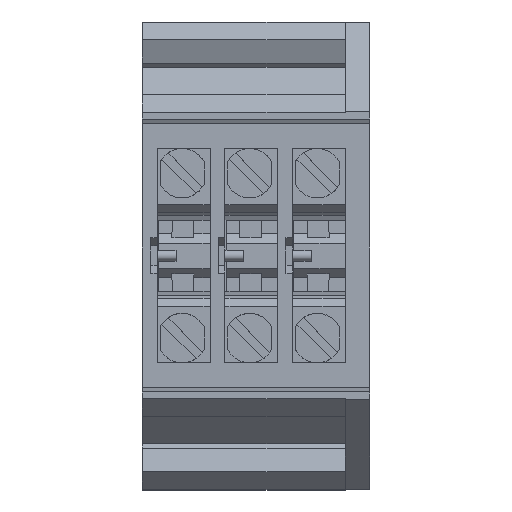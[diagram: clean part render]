
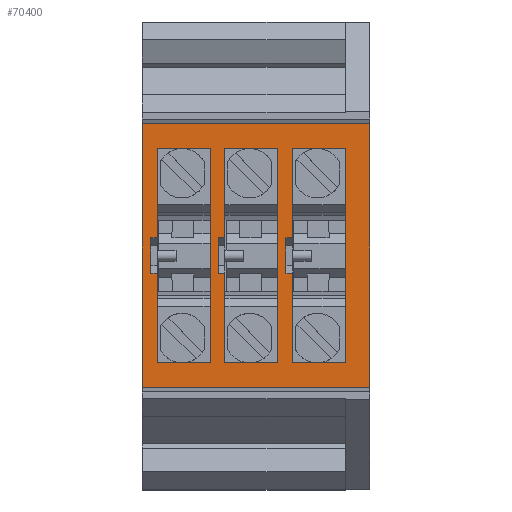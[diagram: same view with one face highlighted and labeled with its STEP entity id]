
A CAD part, top view. The second image highlights one B-rep face of the part: STEP entity #70400.
In plain terms, the highlighted face is planar.
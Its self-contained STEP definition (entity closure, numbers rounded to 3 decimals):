
#280=CARTESIAN_POINT('',(36.892,50.372,-4.69));
#290=VERTEX_POINT('',#280);
#320=CARTESIAN_POINT('',(36.892,62.372,-4.69));
#330=DIRECTION('',(0.,-1.,0.));
#340=VECTOR('',#330,1.);
#350=LINE('',#320,#340);
#360=CARTESIAN_POINT('',(36.892,74.372,-4.69));
#370=VERTEX_POINT('',#360);
#380=EDGE_CURVE('',#370,#290,#350,.T.);
#6380=CARTESIAN_POINT('',(36.892,74.372,-25.34));
#6390=VERTEX_POINT('',#6380);
#6420=CARTESIAN_POINT('',(36.892,44.789,-25.34));
#6430=DIRECTION('',(0.,-1.,0.));
#6440=VECTOR('',#6430,1.);
#6450=LINE('',#6420,#6440);
#6460=CARTESIAN_POINT('',(36.892,50.372,-25.34));
#6470=VERTEX_POINT('',#6460);
#6480=EDGE_CURVE('',#6390,#6470,#6450,.T.);
#68270=CARTESIAN_POINT('',(36.892,74.372,-4.69));
#68280=DIRECTION('',(0.,0.,-1.));
#68290=VECTOR('',#68280,1.);
#68300=LINE('',#68270,#68290);
#68310=EDGE_CURVE('',#370,#6390,#68300,.T.);
#68380=CARTESIAN_POINT('',(36.892,50.372,-4.69));
#68390=DIRECTION('',(1.,0.,0.));
#68400=DIRECTION('',(0.,-1.,0.));
#68410=AXIS2_PLACEMENT_3D('',#68380,#68390,#68400);
#68420=PLANE('',#68410);
#68430=ORIENTED_EDGE('',*,*,#380,.F.);
#68440=CARTESIAN_POINT('',(36.892,50.372,-4.69));
#68450=DIRECTION('',(0.,0.,-1.));
#68460=VECTOR('',#68450,1.);
#68470=LINE('',#68440,#68460);
#68480=EDGE_CURVE('',#290,#6470,#68470,.T.);
#68490=ORIENTED_EDGE('',*,*,#68480,.F.);
#68500=ORIENTED_EDGE('',*,*,#6480,.T.);
#68510=ORIENTED_EDGE('',*,*,#68310,.T.);
#68520=EDGE_LOOP('',(#68510,#68500,#68490,#68430));
#68530=FACE_OUTER_BOUND('',#68520,.T.);
#68540=CARTESIAN_POINT('',(36.892,62.372,-6.89));
#68550=DIRECTION('',(0.,-1.,0.));
#68560=VECTOR('',#68550,1.);
#68570=LINE('',#68540,#68560);
#68580=CARTESIAN_POINT('',(36.892,72.122,-6.89));
#68590=VERTEX_POINT('',#68580);
#68600=CARTESIAN_POINT('',(36.892,52.622,-6.89));
#68610=VERTEX_POINT('',#68600);
#68620=EDGE_CURVE('',#68590,#68610,#68570,.T.);
#68630=ORIENTED_EDGE('',*,*,#68620,.T.);
#68640=CARTESIAN_POINT('',(36.892,72.122,12.3));
#68650=DIRECTION('',(0.,0.,1.));
#68660=VECTOR('',#68650,1.);
#68670=LINE('',#68640,#68660);
#68680=CARTESIAN_POINT('',(36.892,72.122,-11.69));
#68690=VERTEX_POINT('',#68680);
#68700=EDGE_CURVE('',#68690,#68590,#68670,.T.);
#68710=ORIENTED_EDGE('',*,*,#68700,.T.);
#68720=CARTESIAN_POINT('',(36.892,0.,-11.69));
#68730=DIRECTION('',(0.,-1.,0.));
#68740=VECTOR('',#68730,1.);
#68750=LINE('',#68720,#68740);
#68760=CARTESIAN_POINT('',(36.892,63.972,-11.69));
#68770=VERTEX_POINT('',#68760);
#68780=EDGE_CURVE('',#68690,#68770,#68750,.T.);
#68790=ORIENTED_EDGE('',*,*,#68780,.F.);
#68800=CARTESIAN_POINT('',(36.892,63.972,12.3));
#68810=DIRECTION('',(0.,0.,1.));
#68820=VECTOR('',#68810,1.);
#68830=LINE('',#68800,#68820);
#68840=CARTESIAN_POINT('',(36.892,63.972,-12.29));
#68850=VERTEX_POINT('',#68840);
#68860=EDGE_CURVE('',#68850,#68770,#68830,.T.);
#68870=ORIENTED_EDGE('',*,*,#68860,.T.);
#68880=CARTESIAN_POINT('',(36.892,0.,-12.29));
#68890=DIRECTION('',(0.,-1.,0.));
#68900=VECTOR('',#68890,1.);
#68910=LINE('',#68880,#68900);
#68920=CARTESIAN_POINT('',(36.892,60.772,-12.29));
#68930=VERTEX_POINT('',#68920);
#68940=EDGE_CURVE('',#68850,#68930,#68910,.T.);
#68950=ORIENTED_EDGE('',*,*,#68940,.F.);
#68960=CARTESIAN_POINT('',(36.892,60.772,12.3));
#68970=DIRECTION('',(0.,0.,-1.));
#68980=VECTOR('',#68970,1.);
#68990=LINE('',#68960,#68980);
#69000=CARTESIAN_POINT('',(36.892,60.772,-11.69));
#69010=VERTEX_POINT('',#69000);
#69020=EDGE_CURVE('',#69010,#68930,#68990,.T.);
#69030=ORIENTED_EDGE('',*,*,#69020,.T.);
#69040=CARTESIAN_POINT('',(36.892,52.622,-11.69));
#69050=VERTEX_POINT('',#69040);
#69060=EDGE_CURVE('',#69010,#69050,#68750,.T.);
#69070=ORIENTED_EDGE('',*,*,#69060,.F.);
#69080=CARTESIAN_POINT('',(36.892,52.622,12.3));
#69090=DIRECTION('',(0.,0.,-1.));
#69100=VECTOR('',#69090,1.);
#69110=LINE('',#69080,#69100);
#69120=EDGE_CURVE('',#68610,#69050,#69110,.T.);
#69130=ORIENTED_EDGE('',*,*,#69120,.T.);
#69140=EDGE_LOOP('',(#69130,#69070,#69030,#68950,#68870,#68790,#68710,
#68630));
#69150=FACE_BOUND('',#69140,.T.);
#69160=CARTESIAN_POINT('',(36.892,72.122,0.));
#69170=DIRECTION('',(0.,0.,1.));
#69180=VECTOR('',#69170,1.);
#69190=LINE('',#69160,#69180);
#69200=CARTESIAN_POINT('',(36.892,72.122,-23.99));
#69210=VERTEX_POINT('',#69200);
#69220=CARTESIAN_POINT('',(36.892,72.122,-19.19));
#69230=VERTEX_POINT('',#69220);
#69240=EDGE_CURVE('',#69210,#69230,#69190,.T.);
#69250=ORIENTED_EDGE('',*,*,#69240,.T.);
#69260=CARTESIAN_POINT('',(36.892,0.,-23.99));
#69270=DIRECTION('',(0.,-1.,0.));
#69280=VECTOR('',#69270,1.);
#69290=LINE('',#69260,#69280);
#69300=CARTESIAN_POINT('',(36.892,63.972,-23.99));
#69310=VERTEX_POINT('',#69300);
#69320=EDGE_CURVE('',#69210,#69310,#69290,.T.);
#69330=ORIENTED_EDGE('',*,*,#69320,.F.);
#69340=CARTESIAN_POINT('',(36.892,63.972,0.));
#69350=DIRECTION('',(0.,0.,1.));
#69360=VECTOR('',#69350,1.);
#69370=LINE('',#69340,#69360);
#69380=CARTESIAN_POINT('',(36.892,63.972,-24.59));
#69390=VERTEX_POINT('',#69380);
#69400=EDGE_CURVE('',#69390,#69310,#69370,.T.);
#69410=ORIENTED_EDGE('',*,*,#69400,.T.);
#69420=CARTESIAN_POINT('',(36.892,0.,-24.59));
#69430=DIRECTION('',(0.,-1.,0.));
#69440=VECTOR('',#69430,1.);
#69450=LINE('',#69420,#69440);
#69460=CARTESIAN_POINT('',(36.892,60.772,-24.59));
#69470=VERTEX_POINT('',#69460);
#69480=EDGE_CURVE('',#69390,#69470,#69450,.T.);
#69490=ORIENTED_EDGE('',*,*,#69480,.F.);
#69500=CARTESIAN_POINT('',(36.892,60.772,0.));
#69510=DIRECTION('',(0.,0.,-1.));
#69520=VECTOR('',#69510,1.);
#69530=LINE('',#69500,#69520);
#69540=CARTESIAN_POINT('',(36.892,60.772,-23.99));
#69550=VERTEX_POINT('',#69540);
#69560=EDGE_CURVE('',#69550,#69470,#69530,.T.);
#69570=ORIENTED_EDGE('',*,*,#69560,.T.);
#69580=CARTESIAN_POINT('',(36.892,52.622,-23.99));
#69590=VERTEX_POINT('',#69580);
#69600=EDGE_CURVE('',#69550,#69590,#69290,.T.);
#69610=ORIENTED_EDGE('',*,*,#69600,.F.);
#69620=CARTESIAN_POINT('',(36.892,52.622,0.));
#69630=DIRECTION('',(0.,0.,-1.));
#69640=VECTOR('',#69630,1.);
#69650=LINE('',#69620,#69640);
#69660=CARTESIAN_POINT('',(36.892,52.622,-19.19));
#69670=VERTEX_POINT('',#69660);
#69680=EDGE_CURVE('',#69670,#69590,#69650,.T.);
#69690=ORIENTED_EDGE('',*,*,#69680,.T.);
#69700=CARTESIAN_POINT('',(36.892,44.789,-19.19));
#69710=DIRECTION('',(0.,-1.,0.));
#69720=VECTOR('',#69710,1.);
#69730=LINE('',#69700,#69720);
#69740=EDGE_CURVE('',#69230,#69670,#69730,.T.);
#69750=ORIENTED_EDGE('',*,*,#69740,.T.);
#69760=EDGE_LOOP('',(#69750,#69690,#69610,#69570,#69490,#69410,#69330,
#69250));
#69770=FACE_BOUND('',#69760,.T.);
#69780=CARTESIAN_POINT('',(36.892,72.122,6.15));
#69790=DIRECTION('',(0.,0.,1.));
#69800=VECTOR('',#69790,1.);
#69810=LINE('',#69780,#69800);
#69820=CARTESIAN_POINT('',(36.892,72.122,-17.84));
#69830=VERTEX_POINT('',#69820);
#69840=CARTESIAN_POINT('',(36.892,72.122,-13.04));
#69850=VERTEX_POINT('',#69840);
#69860=EDGE_CURVE('',#69830,#69850,#69810,.T.);
#69870=ORIENTED_EDGE('',*,*,#69860,.T.);
#69880=CARTESIAN_POINT('',(36.892,0.,-17.84));
#69890=DIRECTION('',(0.,-1.,0.));
#69900=VECTOR('',#69890,1.);
#69910=LINE('',#69880,#69900);
#69920=CARTESIAN_POINT('',(36.892,63.972,-17.84));
#69930=VERTEX_POINT('',#69920);
#69940=EDGE_CURVE('',#69830,#69930,#69910,.T.);
#69950=ORIENTED_EDGE('',*,*,#69940,.F.);
#69960=CARTESIAN_POINT('',(36.892,63.972,6.15));
#69970=DIRECTION('',(0.,0.,1.));
#69980=VECTOR('',#69970,1.);
#69990=LINE('',#69960,#69980);
#70000=CARTESIAN_POINT('',(36.892,63.972,-18.44));
#70010=VERTEX_POINT('',#70000);
#70020=EDGE_CURVE('',#70010,#69930,#69990,.T.);
#70030=ORIENTED_EDGE('',*,*,#70020,.T.);
#70040=CARTESIAN_POINT('',(36.892,0.,-18.44));
#70050=DIRECTION('',(0.,-1.,0.));
#70060=VECTOR('',#70050,1.);
#70070=LINE('',#70040,#70060);
#70080=CARTESIAN_POINT('',(36.892,60.772,-18.44));
#70090=VERTEX_POINT('',#70080);
#70100=EDGE_CURVE('',#70010,#70090,#70070,.T.);
#70110=ORIENTED_EDGE('',*,*,#70100,.F.);
#70120=CARTESIAN_POINT('',(36.892,60.772,6.15));
#70130=DIRECTION('',(0.,0.,-1.));
#70140=VECTOR('',#70130,1.);
#70150=LINE('',#70120,#70140);
#70160=CARTESIAN_POINT('',(36.892,60.772,-17.84));
#70170=VERTEX_POINT('',#70160);
#70180=EDGE_CURVE('',#70170,#70090,#70150,.T.);
#70190=ORIENTED_EDGE('',*,*,#70180,.T.);
#70200=CARTESIAN_POINT('',(36.892,52.622,-17.84));
#70210=VERTEX_POINT('',#70200);
#70220=EDGE_CURVE('',#70170,#70210,#69910,.T.);
#70230=ORIENTED_EDGE('',*,*,#70220,.F.);
#70240=CARTESIAN_POINT('',(36.892,52.622,6.15));
#70250=DIRECTION('',(0.,0.,-1.));
#70260=VECTOR('',#70250,1.);
#70270=LINE('',#70240,#70260);
#70280=CARTESIAN_POINT('',(36.892,52.622,-13.04));
#70290=VERTEX_POINT('',#70280);
#70300=EDGE_CURVE('',#70290,#70210,#70270,.T.);
#70310=ORIENTED_EDGE('',*,*,#70300,.T.);
#70320=CARTESIAN_POINT('',(36.892,44.789,-13.04));
#70330=DIRECTION('',(0.,-1.,0.));
#70340=VECTOR('',#70330,1.);
#70350=LINE('',#70320,#70340);
#70360=EDGE_CURVE('',#69850,#70290,#70350,.T.);
#70370=ORIENTED_EDGE('',*,*,#70360,.T.);
#70380=EDGE_LOOP('',(#70370,#70310,#70230,#70190,#70110,#70030,#69950,
#69870));
#70390=FACE_BOUND('',#70380,.T.);
#70400=ADVANCED_FACE('',(#68530,#69150,#69770,#70390),#68420,.F.);
